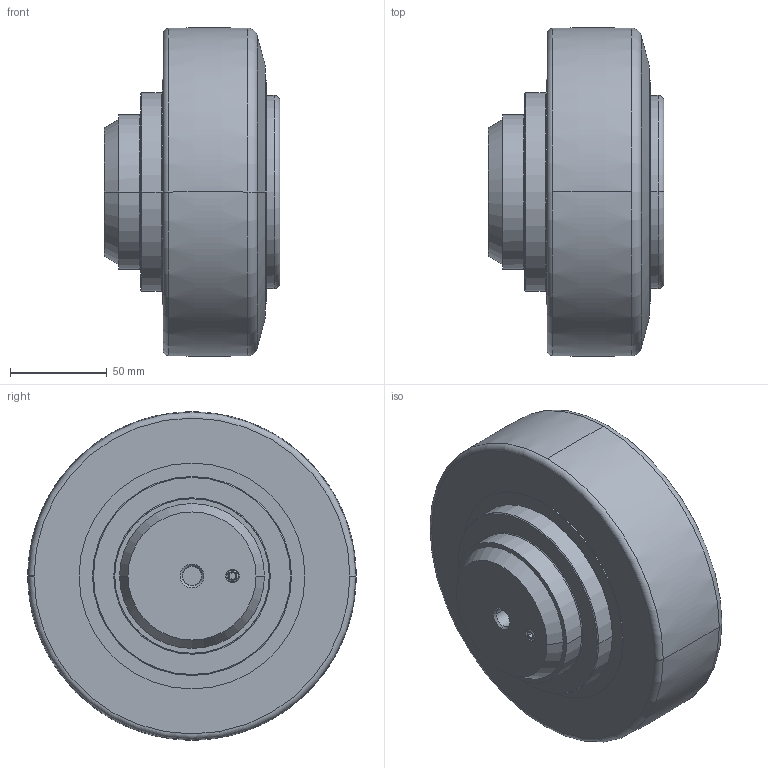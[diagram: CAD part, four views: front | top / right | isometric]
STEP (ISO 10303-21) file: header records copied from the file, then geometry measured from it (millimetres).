
FILE_DESCRIPTION(('STEP AP203'),'1');
FILE_NAME('201_048_008_without_distance_washer.stp','2024-06-11T06:30:32',('TraceParts'),('TraceParts S.A.'),'Spatial InterOp 3D',' ',' ');
FILE_SCHEMA(('CONFIG_CONTROL_DESIGN'));
Length unit declared in the file: millimetre
Products named in the file (1): 1
Bounding box: 91 x 169.96 x 169.96 mm (x, y, z)
Volume: 1281179.6 mm3; surface area: 161707.7 mm2
Topology: 1 solids, 38 shells, 472 faces, 1036 edges, 646 vertices
Faces by surface type: cylinder 164, plane 154, cone 108, torus 46
Entity records: 13104 total; most frequent: DIRECTION 2494, CARTESIAN_POINT 2314, ORIENTED_EDGE 2036, AXIS2_PLACEMENT_3D 1030, EDGE_CURVE 1018, VERTEX_POINT 646, CIRCLE 557, EDGE_LOOP 524
